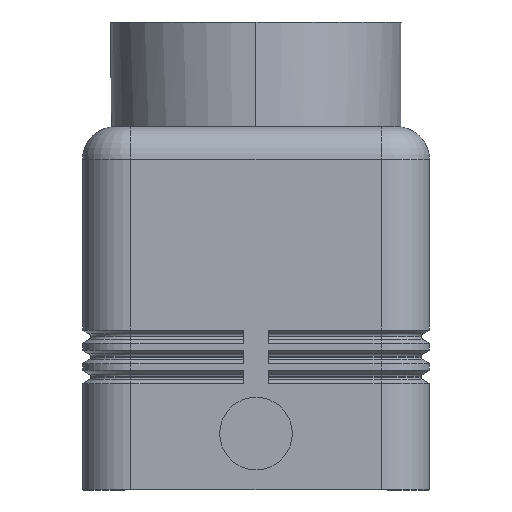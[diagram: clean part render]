
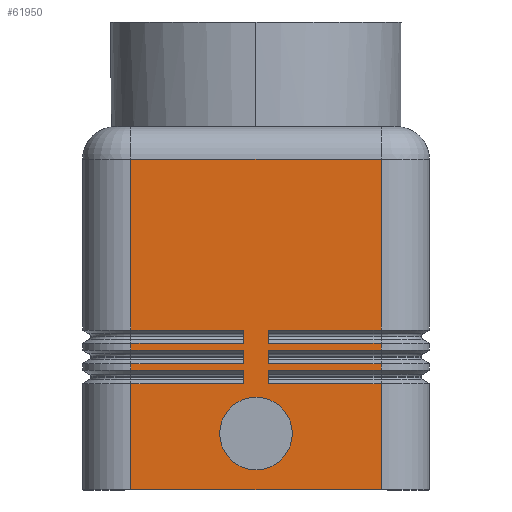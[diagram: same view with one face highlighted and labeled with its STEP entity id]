
A CAD part, left-side view. The second image highlights one B-rep face of the part: STEP entity #61950.
In plain terms, the highlighted planar face has unit normal (-1, 0, 0).
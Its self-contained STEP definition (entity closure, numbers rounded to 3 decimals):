
#480=CARTESIAN_POINT('',(-46.75,15.5,0.));
#490=DIRECTION('',(0.,0.,1.));
#500=VECTOR('',#490,13.173);
#510=LINE('',#480,#500);
#520=CARTESIAN_POINT('',(-46.75,15.5,0.));
#530=VERTEX_POINT('',#520);
#540=CARTESIAN_POINT('',(-46.75,15.5,13.173));
#550=VERTEX_POINT('',#540);
#560=EDGE_CURVE('',#530,#550,#510,.T.);
#1480=CARTESIAN_POINT('',(-46.75,15.5,41.));
#1490=DIRECTION('',(0.,-1.,0.));
#1500=VECTOR('',#1490,31.);
#1510=LINE('',#1480,#1500);
#1520=CARTESIAN_POINT('',(-46.75,15.5,41.));
#1530=VERTEX_POINT('',#1520);
#1540=CARTESIAN_POINT('',(-46.75,-15.5,41.));
#1550=VERTEX_POINT('',#1540);
#1560=EDGE_CURVE('',#1530,#1550,#1510,.T.);
#16910=CARTESIAN_POINT('',(-46.75,15.5,14.827));
#16920=DIRECTION('',(0.,0.,1.));
#16930=VECTOR('',#16920,0.845);
#16940=LINE('',#16910,#16930);
#16950=CARTESIAN_POINT('',(-46.75,15.5,14.827));
#16960=VERTEX_POINT('',#16950);
#16970=CARTESIAN_POINT('',(-46.75,15.5,15.673));
#16980=VERTEX_POINT('',#16970);
#16990=EDGE_CURVE('',#16960,#16980,#16940,.T.);
#19850=CARTESIAN_POINT('',(-46.75,-15.5,13.173));
#19860=DIRECTION('',(0.,0.,-1.));
#19870=VECTOR('',#19860,13.173);
#19880=LINE('',#19850,#19870);
#19890=CARTESIAN_POINT('',(-46.75,-15.5,13.173));
#19900=VERTEX_POINT('',#19890);
#19910=CARTESIAN_POINT('',(-46.75,-15.5,0.));
#19920=VERTEX_POINT('',#19910);
#19930=EDGE_CURVE('',#19900,#19920,#19880,.T.);
#23120=CARTESIAN_POINT('',(-46.75,15.5,17.327));
#23130=DIRECTION('',(0.,0.,1.));
#23140=VECTOR('',#23130,0.845);
#23150=LINE('',#23120,#23140);
#23160=CARTESIAN_POINT('',(-46.75,15.5,17.327));
#23170=VERTEX_POINT('',#23160);
#23180=CARTESIAN_POINT('',(-46.75,15.5,18.173));
#23190=VERTEX_POINT('',#23180);
#23200=EDGE_CURVE('',#23170,#23190,#23150,.T.);
#23960=CARTESIAN_POINT('',(-46.75,15.5,19.827));
#23970=DIRECTION('',(0.,0.,1.));
#23980=VECTOR('',#23970,21.173);
#23990=LINE('',#23960,#23980);
#24000=CARTESIAN_POINT('',(-46.75,15.5,19.827));
#24010=VERTEX_POINT('',#24000);
#24020=EDGE_CURVE('',#24010,#1530,#23990,.T.);
#29760=CARTESIAN_POINT('',(-46.75,-15.5,15.673));
#29770=DIRECTION('',(0.,0.,-1.));
#29780=VECTOR('',#29770,0.845);
#29790=LINE('',#29760,#29780);
#29800=CARTESIAN_POINT('',(-46.75,-15.5,15.673));
#29810=VERTEX_POINT('',#29800);
#29820=CARTESIAN_POINT('',(-46.75,-15.5,14.827));
#29830=VERTEX_POINT('',#29820);
#29840=EDGE_CURVE('',#29810,#29830,#29790,.T.);
#33100=CARTESIAN_POINT('',(-46.75,-15.5,18.173));
#33110=DIRECTION('',(0.,0.,-1.));
#33120=VECTOR('',#33110,0.845);
#33130=LINE('',#33100,#33120);
#33140=CARTESIAN_POINT('',(-46.75,-15.5,18.173));
#33150=VERTEX_POINT('',#33140);
#33160=CARTESIAN_POINT('',(-46.75,-15.5,17.327));
#33170=VERTEX_POINT('',#33160);
#33180=EDGE_CURVE('',#33150,#33170,#33130,.T.);
#33520=CARTESIAN_POINT('',(-46.75,-15.5,41.));
#33530=DIRECTION('',(0.,0.,-1.));
#33540=VECTOR('',#33530,21.173);
#33550=LINE('',#33520,#33540);
#33560=CARTESIAN_POINT('',(-46.75,-15.5,19.827));
#33570=VERTEX_POINT('',#33560);
#33580=EDGE_CURVE('',#1550,#33570,#33550,.T.);
#52510=CARTESIAN_POINT('',(-46.75,1.5,14.827));
#52520=VERTEX_POINT('',#52510);
#52550=CARTESIAN_POINT('',(-46.75,1.5,14.827));
#52560=DIRECTION('',(0.,0.,-1.));
#52570=VECTOR('',#52560,1.655);
#52580=LINE('',#52550,#52570);
#52590=CARTESIAN_POINT('',(-46.75,1.5,13.173));
#52600=VERTEX_POINT('',#52590);
#52610=EDGE_CURVE('',#52520,#52600,#52580,.T.);
#55350=CARTESIAN_POINT('',(-46.75,15.5,14.827));
#55360=DIRECTION('',(0.,-1.,0.));
#55370=VECTOR('',#55360,14.);
#55380=LINE('',#55350,#55370);
#55390=EDGE_CURVE('',#16960,#52520,#55380,.T.);
#55550=CARTESIAN_POINT('',(-46.75,-1.5,18.173));
#55560=VERTEX_POINT('',#55550);
#55590=CARTESIAN_POINT('',(-46.75,-1.5,18.173));
#55600=DIRECTION('',(0.,0.,1.));
#55610=VECTOR('',#55600,1.655);
#55620=LINE('',#55590,#55610);
#55630=CARTESIAN_POINT('',(-46.75,-1.5,19.827));
#55640=VERTEX_POINT('',#55630);
#55650=EDGE_CURVE('',#55560,#55640,#55620,.T.);
#58850=CARTESIAN_POINT('',(-46.75,-15.5,18.173));
#58860=DIRECTION('',(0.,1.,0.));
#58870=VECTOR('',#58860,14.);
#58880=LINE('',#58850,#58870);
#58890=EDGE_CURVE('',#33150,#55560,#58880,.T.);
#59020=CARTESIAN_POINT('',(-46.75,-1.5,19.827));
#59030=DIRECTION('',(0.,-1.,0.));
#59040=VECTOR('',#59030,14.);
#59050=LINE('',#59020,#59040);
#59060=EDGE_CURVE('',#55640,#33570,#59050,.T.);
#60590=CARTESIAN_POINT('',(-46.75,0.,45.));
#60600=DIRECTION('',(-1.,0.,0.));
#60610=DIRECTION('',(0.,0.,1.));
#60620=AXIS2_PLACEMENT_3D('',#60590,#60600,#60610);
#60630=PLANE('',#60620);
#60640=ORIENTED_EDGE('',*,*,#33180,.F.);
#60650=CARTESIAN_POINT('',(-46.75,-1.5,17.327));
#60660=DIRECTION('',(0.,-1.,0.));
#60670=VECTOR('',#60660,14.);
#60680=LINE('',#60650,#60670);
#60690=CARTESIAN_POINT('',(-46.75,-1.5,17.327));
#60700=VERTEX_POINT('',#60690);
#60710=EDGE_CURVE('',#60700,#33170,#60680,.T.);
#60720=ORIENTED_EDGE('',*,*,#60710,.T.);
#60730=CARTESIAN_POINT('',(-46.75,-1.5,15.673));
#60740=DIRECTION('',(0.,0.,1.));
#60750=VECTOR('',#60740,1.655);
#60760=LINE('',#60730,#60750);
#60770=CARTESIAN_POINT('',(-46.75,-1.5,15.673));
#60780=VERTEX_POINT('',#60770);
#60790=EDGE_CURVE('',#60780,#60700,#60760,.T.);
#60800=ORIENTED_EDGE('',*,*,#60790,.T.);
#60810=CARTESIAN_POINT('',(-46.75,-15.5,15.673));
#60820=DIRECTION('',(0.,1.,0.));
#60830=VECTOR('',#60820,14.);
#60840=LINE('',#60810,#60830);
#60850=EDGE_CURVE('',#29810,#60780,#60840,.T.);
#60860=ORIENTED_EDGE('',*,*,#60850,.T.);
#60870=ORIENTED_EDGE('',*,*,#29840,.F.);
#60880=CARTESIAN_POINT('',(-46.75,-1.5,14.827));
#60890=DIRECTION('',(0.,-1.,0.));
#60900=VECTOR('',#60890,14.);
#60910=LINE('',#60880,#60900);
#60920=CARTESIAN_POINT('',(-46.75,-1.5,14.827));
#60930=VERTEX_POINT('',#60920);
#60940=EDGE_CURVE('',#60930,#29830,#60910,.T.);
#60950=ORIENTED_EDGE('',*,*,#60940,.T.);
#60960=CARTESIAN_POINT('',(-46.75,-1.5,13.173));
#60970=DIRECTION('',(0.,0.,1.));
#60980=VECTOR('',#60970,1.655);
#60990=LINE('',#60960,#60980);
#61000=CARTESIAN_POINT('',(-46.75,-1.5,13.173));
#61010=VERTEX_POINT('',#61000);
#61020=EDGE_CURVE('',#61010,#60930,#60990,.T.);
#61030=ORIENTED_EDGE('',*,*,#61020,.T.);
#61040=CARTESIAN_POINT('',(-46.75,-15.5,13.173));
#61050=DIRECTION('',(0.,1.,0.));
#61060=VECTOR('',#61050,14.);
#61070=LINE('',#61040,#61060);
#61080=EDGE_CURVE('',#19900,#61010,#61070,.T.);
#61090=ORIENTED_EDGE('',*,*,#61080,.T.);
#61100=ORIENTED_EDGE('',*,*,#19930,.F.);
#61110=CARTESIAN_POINT('',(-46.75,-15.5,0.));
#61120=DIRECTION('',(0.,1.,0.));
#61130=VECTOR('',#61120,31.);
#61140=LINE('',#61110,#61130);
#61150=EDGE_CURVE('',#19920,#530,#61140,.T.);
#61160=ORIENTED_EDGE('',*,*,#61150,.F.);
#61170=ORIENTED_EDGE('',*,*,#560,.F.);
#61180=CARTESIAN_POINT('',(-46.75,1.5,13.173));
#61190=DIRECTION('',(0.,1.,0.));
#61200=VECTOR('',#61190,14.);
#61210=LINE('',#61180,#61200);
#61220=EDGE_CURVE('',#52600,#550,#61210,.T.);
#61230=ORIENTED_EDGE('',*,*,#61220,.T.);
#61240=ORIENTED_EDGE('',*,*,#52610,.T.);
#61250=ORIENTED_EDGE('',*,*,#55390,.T.);
#61260=ORIENTED_EDGE('',*,*,#16990,.F.);
#61270=CARTESIAN_POINT('',(-46.75,1.5,15.673));
#61280=DIRECTION('',(0.,1.,0.));
#61290=VECTOR('',#61280,14.);
#61300=LINE('',#61270,#61290);
#61310=CARTESIAN_POINT('',(-46.75,1.5,15.673));
#61320=VERTEX_POINT('',#61310);
#61330=EDGE_CURVE('',#61320,#16980,#61300,.T.);
#61340=ORIENTED_EDGE('',*,*,#61330,.T.);
#61350=CARTESIAN_POINT('',(-46.75,1.5,17.327));
#61360=DIRECTION('',(0.,0.,-1.));
#61370=VECTOR('',#61360,1.655);
#61380=LINE('',#61350,#61370);
#61390=CARTESIAN_POINT('',(-46.75,1.5,17.327));
#61400=VERTEX_POINT('',#61390);
#61410=EDGE_CURVE('',#61400,#61320,#61380,.T.);
#61420=ORIENTED_EDGE('',*,*,#61410,.T.);
#61430=CARTESIAN_POINT('',(-46.75,15.5,17.327));
#61440=DIRECTION('',(0.,-1.,0.));
#61450=VECTOR('',#61440,14.);
#61460=LINE('',#61430,#61450);
#61470=EDGE_CURVE('',#23170,#61400,#61460,.T.);
#61480=ORIENTED_EDGE('',*,*,#61470,.T.);
#61490=ORIENTED_EDGE('',*,*,#23200,.F.);
#61500=CARTESIAN_POINT('',(-46.75,1.5,18.173));
#61510=DIRECTION('',(0.,1.,0.));
#61520=VECTOR('',#61510,14.);
#61530=LINE('',#61500,#61520);
#61540=CARTESIAN_POINT('',(-46.75,1.5,18.173));
#61550=VERTEX_POINT('',#61540);
#61560=EDGE_CURVE('',#61550,#23190,#61530,.T.);
#61570=ORIENTED_EDGE('',*,*,#61560,.T.);
#61580=CARTESIAN_POINT('',(-46.75,1.5,19.827));
#61590=DIRECTION('',(0.,0.,-1.));
#61600=VECTOR('',#61590,1.655);
#61610=LINE('',#61580,#61600);
#61620=CARTESIAN_POINT('',(-46.75,1.5,19.827));
#61630=VERTEX_POINT('',#61620);
#61640=EDGE_CURVE('',#61630,#61550,#61610,.T.);
#61650=ORIENTED_EDGE('',*,*,#61640,.T.);
#61660=CARTESIAN_POINT('',(-46.75,15.5,19.827));
#61670=DIRECTION('',(0.,-1.,0.));
#61680=VECTOR('',#61670,14.);
#61690=LINE('',#61660,#61680);
#61700=EDGE_CURVE('',#24010,#61630,#61690,.T.);
#61710=ORIENTED_EDGE('',*,*,#61700,.T.);
#61720=ORIENTED_EDGE('',*,*,#24020,.F.);
#61730=ORIENTED_EDGE('',*,*,#1560,.F.);
#61740=ORIENTED_EDGE('',*,*,#33580,.F.);
#61750=ORIENTED_EDGE('',*,*,#59060,.T.);
#61760=ORIENTED_EDGE('',*,*,#55650,.T.);
#61770=ORIENTED_EDGE('',*,*,#58890,.T.);
#61780=EDGE_LOOP('',(#61770,#61760,#61750,#61740,#61730,#61720,#61710,
#61650,#61570,#61490,#61480,#61420,#61340,#61260,#61250,#61240,#61230,
#61170,#61160,#61100,#61090,#61030,#60950,#60870,#60860,#60800,#60720,
#60640));
#61790=FACE_OUTER_BOUND('',#61780,.T.);
#61800=CARTESIAN_POINT('',(-46.75,0.,7.));
#61810=DIRECTION('',(-1.,0.,0.));
#61820=DIRECTION('',(0.,0.,1.));
#61830=AXIS2_PLACEMENT_3D('',#61800,#61810,#61820);
#61840=CIRCLE('',#61830,4.5);
#61850=CARTESIAN_POINT('',(-46.75,0.,2.5)
);
#61860=VERTEX_POINT('',#61850);
#61870=CARTESIAN_POINT('',(-46.75,0.,11.5));
#61880=VERTEX_POINT('',#61870);
#61890=EDGE_CURVE('',#61860,#61880,#61840,.T.);
#61900=ORIENTED_EDGE('',*,*,#61890,.F.);
#61910=EDGE_CURVE('',#61880,#61860,#61840,.T.);
#61920=ORIENTED_EDGE('',*,*,#61910,.F.);
#61930=EDGE_LOOP('',(#61920,#61900));
#61940=FACE_BOUND('',#61930,.T.);
#61950=ADVANCED_FACE('',(#61790,#61940),#60630,.T.);
